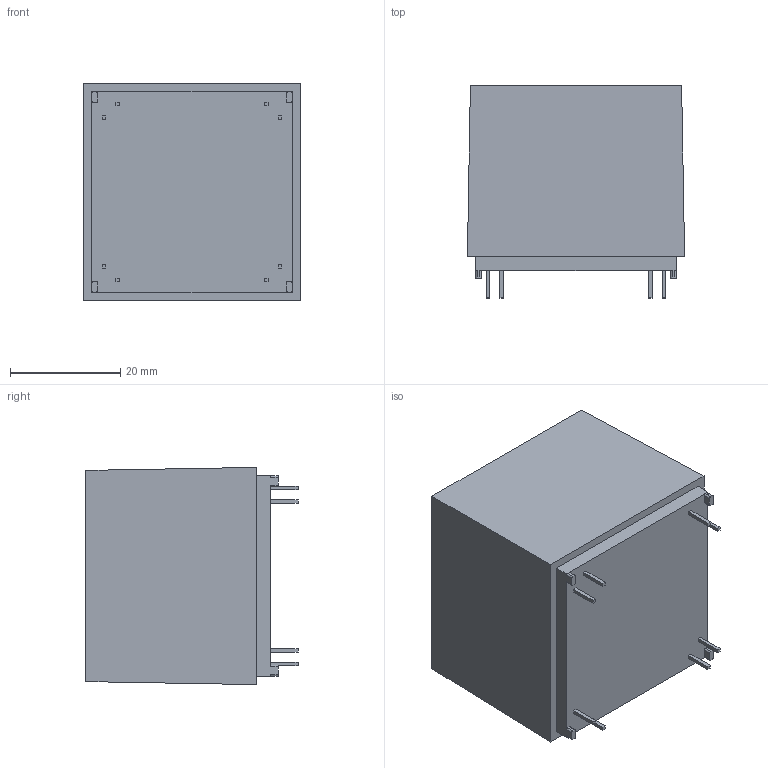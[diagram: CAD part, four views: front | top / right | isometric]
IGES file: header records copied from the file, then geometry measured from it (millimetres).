
Start section: SolidWorks IGES file using analytic representation for surfaces
Global section: file name: 3DCC28.IGS; native system: SolidWorks 2017; preprocessor: SolidWorks 2017; author: sergio.cobos; date: 180417.160127; units: millimetre
Bounding box: 39.48 x 38.55 x 39.48 mm (x, y, z)
Surface area: 8367.2 mm2 (no closed solid volume)
Topology: 0 solids, 0 shells, 83 faces, 528 edges, 528 vertices
Faces by surface type: bspline 67, revolution 16
